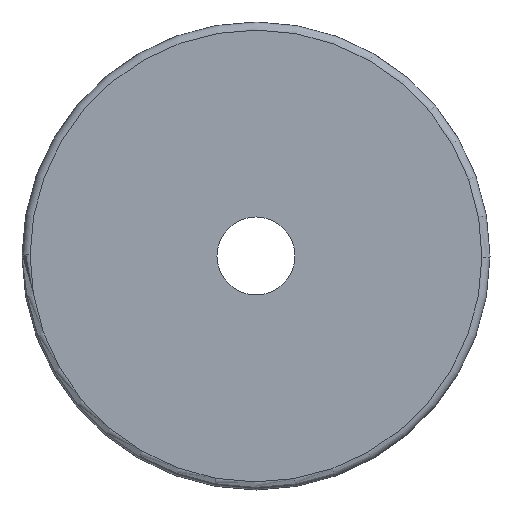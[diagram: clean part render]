
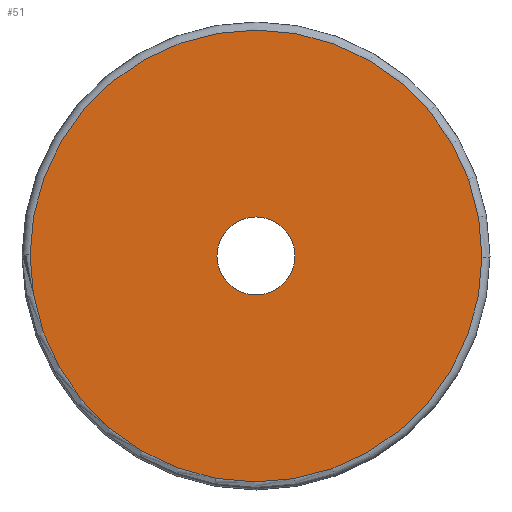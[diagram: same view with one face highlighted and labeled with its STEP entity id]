
A CAD part, front view. The second image highlights one B-rep face of the part: STEP entity #51.
In plain terms, the highlighted planar face has unit normal (0, -1, 0).
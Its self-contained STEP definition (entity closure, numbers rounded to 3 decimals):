
#51=ADVANCED_FACE('',(#69,#70),#71,.F.);
#69=FACE_OUTER_BOUND('',#95,.T.);
#70=FACE_BOUND('',#96,.T.);
#71=PLANE('',#97);
#95=EDGE_LOOP('',(#150,#151));
#96=EDGE_LOOP('',(#152,#153));
#97=AXIS2_PLACEMENT_3D('',#154,#155,#156);
#150=ORIENTED_EDGE('',*,*,#224,.F.);
#151=ORIENTED_EDGE('',*,*,#221,.F.);
#152=ORIENTED_EDGE('',*,*,#225,.F.);
#153=ORIENTED_EDGE('',*,*,#206,.F.);
#154=CARTESIAN_POINT('',(0.0,-1.5,0.0));
#155=DIRECTION('',(-0.0,1.0,0.0));
#156=DIRECTION('',(1.0,0.0,0.0));
#206=EDGE_CURVE('',#236,#232,#238,.T.);
#221=EDGE_CURVE('',#263,#266,#267,.T.);
#224=EDGE_CURVE('',#266,#263,#270,.T.);
#225=EDGE_CURVE('',#232,#236,#271,.T.);
#232=VERTEX_POINT('',#278);
#236=VERTEX_POINT('',#283);
#238=CIRCLE('',#286,2.5);
#263=VERTEX_POINT('',#315);
#266=VERTEX_POINT('',#318);
#267=CIRCLE('',#319,14.482);
#270=CIRCLE('',#322,14.482);
#271=CIRCLE('',#323,2.5);
#278=CARTESIAN_POINT('',(2.5,-1.5,0.0));
#283=CARTESIAN_POINT('',(-2.5,-1.5,0.));
#286=AXIS2_PLACEMENT_3D('',#334,#335,#336);
#315=CARTESIAN_POINT('',(-14.482,-1.5,0.09));
#318=CARTESIAN_POINT('',(14.482,-1.5,-0.09));
#319=AXIS2_PLACEMENT_3D('',#371,#372,#373);
#322=AXIS2_PLACEMENT_3D('',#380,#381,#382);
#323=AXIS2_PLACEMENT_3D('',#383,#384,#385);
#334=CARTESIAN_POINT('',(0.0,-1.5,0.0));
#335=DIRECTION('',(0.0,-1.0,0.0));
#336=DIRECTION('',(1.0,0.0,0.0));
#371=CARTESIAN_POINT('',(0.0,-1.5,0.0));
#372=DIRECTION('',(0.0,1.0,0.0));
#373=DIRECTION('',(1.,0.0,-0.006));
#380=CARTESIAN_POINT('',(0.0,-1.5,0.0));
#381=DIRECTION('',(0.0,1.0,0.0));
#382=DIRECTION('',(1.,0.0,-0.006));
#383=CARTESIAN_POINT('',(0.0,-1.5,0.0));
#384=DIRECTION('',(0.0,-1.0,0.0));
#385=DIRECTION('',(1.0,0.0,0.0));
